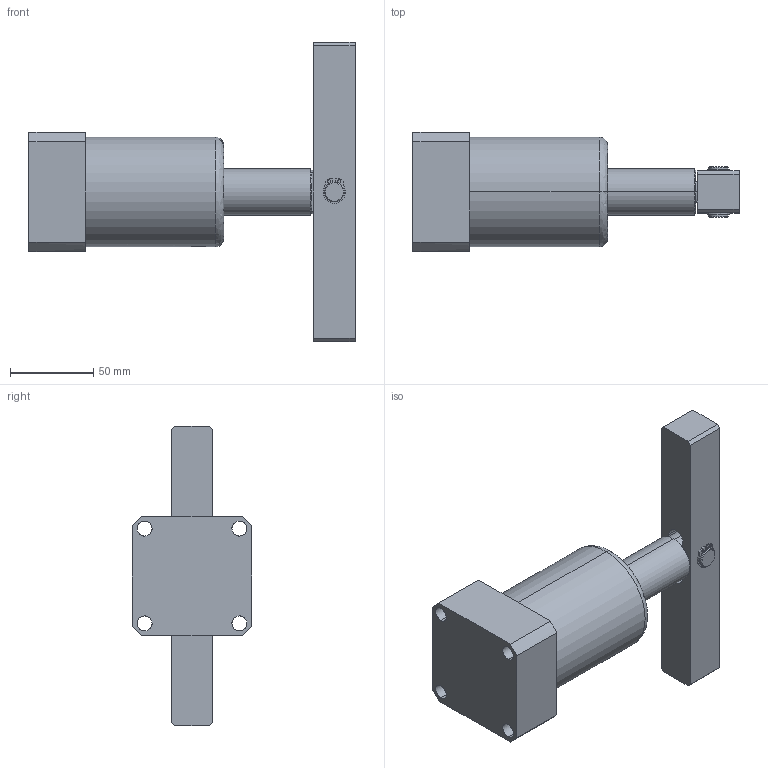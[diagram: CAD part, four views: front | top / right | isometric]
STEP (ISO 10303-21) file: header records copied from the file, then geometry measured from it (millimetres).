
FILE_DESCRIPTION (( 'STEP AP203' ), '1' );
FILE_NAME ('chs-50de_asm.STEP', '2019-04-24T10:22:39', ( '' ), ( '' ), 'SwSTEP 2.0', 'SolidWorks 2017', '' );
FILE_SCHEMA (( 'CONFIG_CONTROL_DESIGN' ));
Length unit declared in the file: millimetre
Products named in the file (6): CHS-50-EBT; 轴用挡圈; chs-50de_asm; CHS-50DYB_1; CHS-50-EDHSG; 种
Assembly tree (6 placements, depth 2):
  chs-50de_asm
    CHS-50-EBT
    CHS-50-EDHSG
    CHS-50DYB_1
    种
    轴用挡圈  x2
Bounding box: 196 x 72 x 180 mm (x, y, z)
Volume: 490512.1 mm3; surface area: 94969.3 mm2
Topology: 6 solids, 6 shells, 203 faces, 595 edges, 410 vertices
Faces by surface type: cylinder 121, plane 51, bspline 22, cone 9
Entity records: 13706 total; most frequent: CARTESIAN_POINT 8613, ORIENTED_EDGE 1058, DIRECTION 735, EDGE_CURVE 529, VERTEX_POINT 366, AXIS2_PLACEMENT_3D 279, B_SPLINE_CURVE_WITH_KNOTS 233, EDGE_LOOP 209
